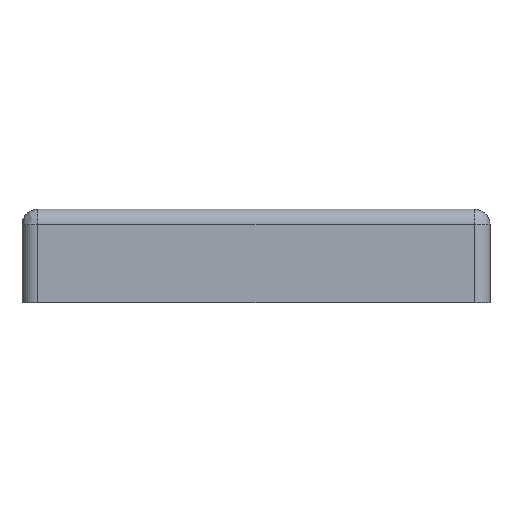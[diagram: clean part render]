
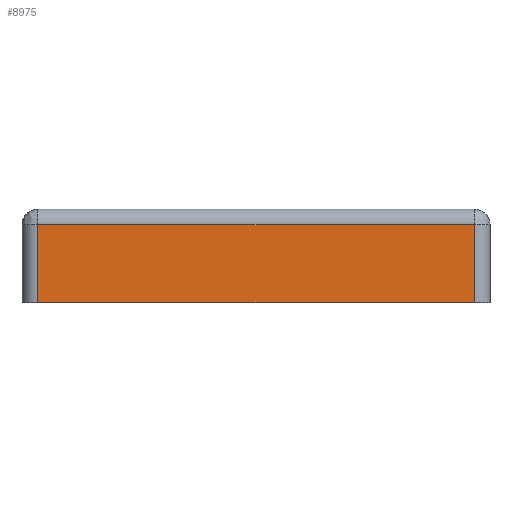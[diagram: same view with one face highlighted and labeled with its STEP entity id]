
A CAD part, front view. The second image highlights one B-rep face of the part: STEP entity #8975.
In plain terms, the highlighted planar face has unit normal (0, -1, 0).
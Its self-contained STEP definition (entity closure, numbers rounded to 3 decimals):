
#376 = DIRECTION ( 'NONE',  ( 1., 0., 0. ) ) ;
#555 = CARTESIAN_POINT ( 'NONE',  ( -28., -30., 12. ) ) ;
#607 = LINE ( 'NONE', #1672, #6016 ) ;
#648 = VECTOR ( 'NONE', #2729, 1000. ) ;
#879 = CARTESIAN_POINT ( 'NONE',  ( -30., -30., 0. ) ) ;
#1072 = EDGE_CURVE ( 'NONE', #1755, #6972, #5261, .T. ) ;
#1110 = EDGE_LOOP ( 'NONE', ( #7158, #6186, #7375, #3755 ) ) ;
#1261 = EDGE_CURVE ( 'NONE', #7362, #1702, #607, .T. ) ;
#1412 = CARTESIAN_POINT ( 'NONE',  ( 28., -30., 10. ) ) ;
#1486 = CARTESIAN_POINT ( 'NONE',  ( -28., -30., 10. ) ) ;
#1672 = CARTESIAN_POINT ( 'NONE',  ( 28., -30., 12. ) ) ;
#1702 = VERTEX_POINT ( 'NONE', #8055 ) ;
#1755 = VERTEX_POINT ( 'NONE', #1882 ) ;
#1882 = CARTESIAN_POINT ( 'NONE',  ( -28., -30., 0. ) ) ;
#2202 = DIRECTION ( 'NONE',  ( 0., 1., 0. ) ) ;
#2263 = AXIS2_PLACEMENT_3D ( 'NONE', #6467, #2202, #7202 ) ;
#2303 = DIRECTION ( 'NONE',  ( -1., 0., 0. ) ) ;
#2421 = FACE_OUTER_BOUND ( 'NONE', #1110, .T. ) ;
#2729 = DIRECTION ( 'NONE',  ( 0., 0., 1. ) ) ;
#2840 = LINE ( 'NONE', #879, #8314 ) ;
#3755 = ORIENTED_EDGE ( 'NONE', *, *, #1261, .F. ) ;
#4859 = EDGE_CURVE ( 'NONE', #6972, #7362, #6209, .T. ) ;
#5261 = LINE ( 'NONE', #555, #648 ) ;
#6016 = VECTOR ( 'NONE', #7400, 1000. ) ;
#6186 = ORIENTED_EDGE ( 'NONE', *, *, #1072, .F. ) ;
#6209 = LINE ( 'NONE', #7939, #7888 ) ;
#6467 = CARTESIAN_POINT ( 'NONE',  ( -30., -30., 12. ) ) ;
#6667 = EDGE_CURVE ( 'NONE', #1702, #1755, #2840, .T. ) ;
#6972 = VERTEX_POINT ( 'NONE', #1486 ) ;
#7158 = ORIENTED_EDGE ( 'NONE', *, *, #4859, .F. ) ;
#7177 = PLANE ( 'NONE',  #2263 ) ;
#7202 = DIRECTION ( 'NONE',  ( 0., 0., 1. ) ) ;
#7362 = VERTEX_POINT ( 'NONE', #1412 ) ;
#7375 = ORIENTED_EDGE ( 'NONE', *, *, #6667, .F. ) ;
#7400 = DIRECTION ( 'NONE',  ( 0., 0., -1. ) ) ;
#7888 = VECTOR ( 'NONE', #376, 1000. ) ;
#7939 = CARTESIAN_POINT ( 'NONE',  ( 30., -30., 10. ) ) ;
#8055 = CARTESIAN_POINT ( 'NONE',  ( 28., -30., 0. ) ) ;
#8314 = VECTOR ( 'NONE', #2303, 1000. ) ;
#8975 = ADVANCED_FACE ( 'NONE', ( #2421 ), #7177, .F. ) ;
